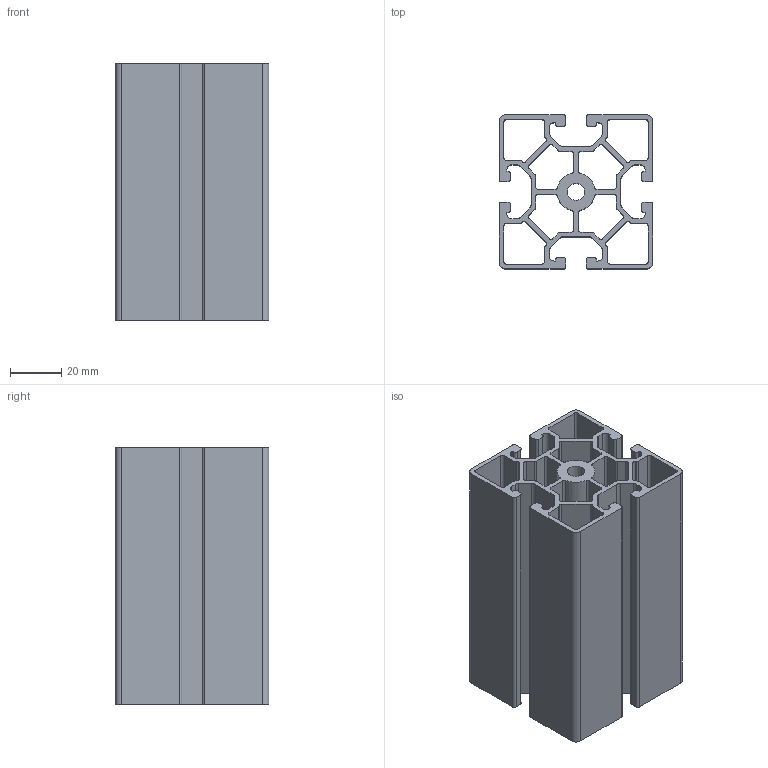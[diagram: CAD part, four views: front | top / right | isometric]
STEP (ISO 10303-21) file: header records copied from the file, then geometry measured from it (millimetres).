
FILE_DESCRIPTION(/* description */ (''),/* implementation_level */ '2;1');
FILE_NAME(/* name */ 'BPRDD0000194.stp',/* time_stamp */ '2017-07-12T14:57:19+02:00',/* author */ ('fzagni'),/* organization */ (''),/* preprocessor_version */ 'ST-DEVELOPER v16.1',/* originating_system */ 'Autodesk Inventor 2016',/* authorisation */ '');
FILE_SCHEMA (('AUTOMOTIVE_DESIGN { 1 0 10303 214 3 1 1 }'));
Length unit declared in the file: millimetre
Products named in the file (1): BPRDD0000194
Bounding box: 60 x 60 x 100 mm (x, y, z)
Volume: 105407.1 mm3; surface area: 93404.8 mm2
Topology: 1 solids, 1 shells, 235 faces, 699 edges, 466 vertices
Faces by surface type: plane 118, cylinder 117
Full cylindrical faces by diameter (mm): 6.8 x1
Entity records: 8002 total; most frequent: DIRECTION 1404, CARTESIAN_POINT 1400, ORIENTED_EDGE 1396, EDGE_CURVE 698, AXIS2_PLACEMENT_3D 470, VERTEX_POINT 466, LINE 464, VECTOR 464
